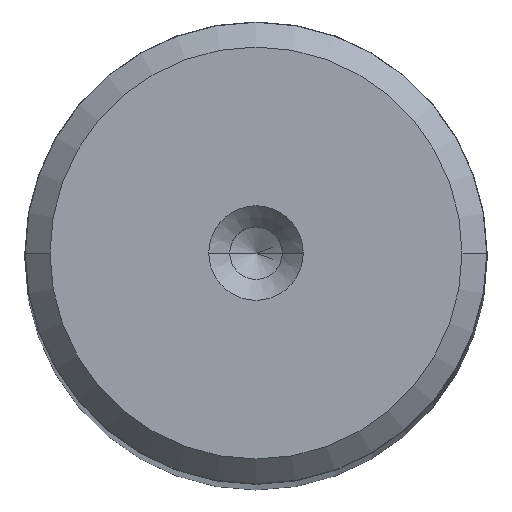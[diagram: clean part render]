
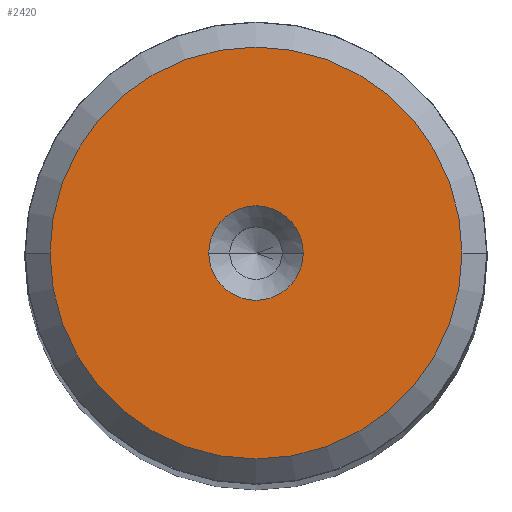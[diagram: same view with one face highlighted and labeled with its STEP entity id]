
A CAD part, top view. The second image highlights one B-rep face of the part: STEP entity #2420.
In plain terms, the highlighted planar face has unit normal (0, 0, 1).
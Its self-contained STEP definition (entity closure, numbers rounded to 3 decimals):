
#1 = CARTESIAN_POINT ( 'NONE',  ( 0., 0., 160. ) ) ;
#26 = CIRCLE ( 'NONE', #863, 2.25 ) ;
#45 = DIRECTION ( 'NONE',  ( 0., 0., 1. ) ) ;
#133 = EDGE_LOOP ( 'NONE', ( #2056, #1936 ) ) ;
#383 = CARTESIAN_POINT ( 'NONE',  ( 0., 0., 160. ) ) ;
#517 = FACE_OUTER_BOUND ( 'NONE', #2238, .T. ) ;
#541 = DIRECTION ( 'NONE',  ( 1., 0., 0. ) ) ;
#550 = CARTESIAN_POINT ( 'NONE',  ( 0., 0., 160. ) ) ;
#648 = VERTEX_POINT ( 'NONE', #1091 ) ;
#677 = CARTESIAN_POINT ( 'NONE',  ( -2.25, 0., 160. ) ) ;
#694 = CARTESIAN_POINT ( 'NONE',  ( -9.809, 0., 160. ) ) ;
#751 = EDGE_CURVE ( 'NONE', #2615, #2583, #26, .T. ) ;
#824 = CIRCLE ( 'NONE', #2155, 9.809 ) ;
#863 = AXIS2_PLACEMENT_3D ( 'NONE', #1383, #947, #541 ) ;
#876 = EDGE_CURVE ( 'NONE', #1819, #648, #824, .T. ) ;
#947 = DIRECTION ( 'NONE',  ( 0., 0., 1. ) ) ;
#1091 = CARTESIAN_POINT ( 'NONE',  ( 9.809, 0., 160. ) ) ;
#1150 = PLANE ( 'NONE',  #1733 ) ;
#1193 = AXIS2_PLACEMENT_3D ( 'NONE', #1, #2398, #1746 ) ;
#1383 = CARTESIAN_POINT ( 'NONE',  ( 0., 0., 160. ) ) ;
#1385 = CIRCLE ( 'NONE', #1193, 9.809 ) ;
#1514 = EDGE_CURVE ( 'NONE', #2583, #2615, #2797, .T. ) ;
#1540 = CARTESIAN_POINT ( 'NONE',  ( 2.25, 0., 160. ) ) ;
#1646 = DIRECTION ( 'NONE',  ( 1., 0., 0. ) ) ;
#1733 = AXIS2_PLACEMENT_3D ( 'NONE', #2449, #45, #2192 ) ;
#1746 = DIRECTION ( 'NONE',  ( 1., 0., 0. ) ) ;
#1758 = EDGE_CURVE ( 'NONE', #648, #1819, #1385, .T. ) ;
#1776 = ORIENTED_EDGE ( 'NONE', *, *, #1758, .T. ) ;
#1819 = VERTEX_POINT ( 'NONE', #694 ) ;
#1936 = ORIENTED_EDGE ( 'NONE', *, *, #751, .F. ) ;
#2004 = FACE_BOUND ( 'NONE', #133, .T. ) ;
#2056 = ORIENTED_EDGE ( 'NONE', *, *, #1514, .F. ) ;
#2057 = DIRECTION ( 'NONE',  ( 0., 0., 1. ) ) ;
#2155 = AXIS2_PLACEMENT_3D ( 'NONE', #383, #2549, #2537 ) ;
#2192 = DIRECTION ( 'NONE',  ( 1., 0., 0. ) ) ;
#2238 = EDGE_LOOP ( 'NONE', ( #2471, #1776 ) ) ;
#2398 = DIRECTION ( 'NONE',  ( 0., 0., 1. ) ) ;
#2420 = ADVANCED_FACE ( 'NONE', ( #2004, #517 ), #1150, .T. ) ;
#2449 = CARTESIAN_POINT ( 'NONE',  ( 0., 0., 160. ) ) ;
#2471 = ORIENTED_EDGE ( 'NONE', *, *, #876, .T. ) ;
#2489 = AXIS2_PLACEMENT_3D ( 'NONE', #550, #2057, #1646 ) ;
#2537 = DIRECTION ( 'NONE',  ( 1., 0., 0. ) ) ;
#2549 = DIRECTION ( 'NONE',  ( 0., 0., 1. ) ) ;
#2583 = VERTEX_POINT ( 'NONE', #1540 ) ;
#2615 = VERTEX_POINT ( 'NONE', #677 ) ;
#2797 = CIRCLE ( 'NONE', #2489, 2.25 ) ;
